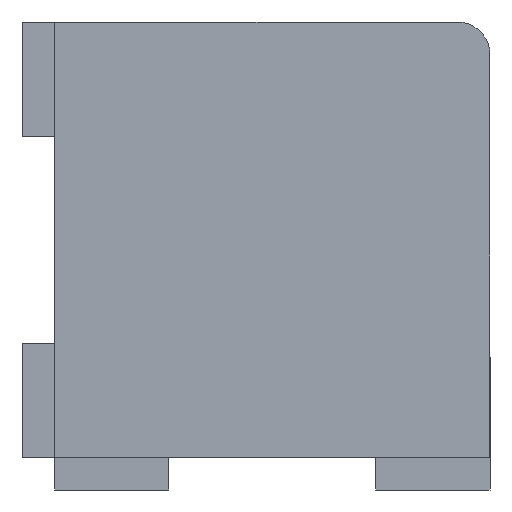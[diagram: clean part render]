
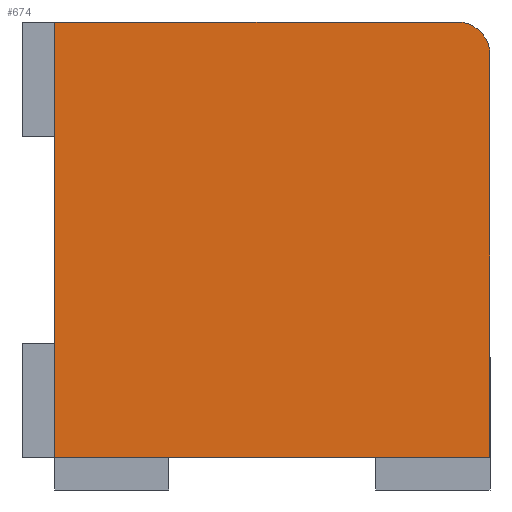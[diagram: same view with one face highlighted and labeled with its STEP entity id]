
A CAD part, left-side view. The second image highlights one B-rep face of the part: STEP entity #674.
In plain terms, the highlighted planar face has unit normal (-1, 0, 0).
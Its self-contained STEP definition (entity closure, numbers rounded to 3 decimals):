
#390=CARTESIAN_POINT('',(-20.,-40.,-20.0));
#391=VERTEX_POINT('',#390);
#398=CARTESIAN_POINT('',(-20.,0.,-20.0));
#399=VERTEX_POINT('',#398);
#400=CARTESIAN_POINT('',(-20.,0.,-20.0));
#401=DIRECTION('',(0.0,-1.0,0.0));
#402=VECTOR('',#401,40.0);
#403=LINE('',#400,#402);
#404=EDGE_CURVE('',#399,#391,#403,.T.);
#572=CARTESIAN_POINT('',(-20.,0.,20.0));
#573=VERTEX_POINT('',#572);
#574=CARTESIAN_POINT('',(-20.,0.,20.0));
#575=DIRECTION('',(0.0,0.0,-1.0));
#576=VECTOR('',#575,40.0);
#577=LINE('',#574,#576);
#578=EDGE_CURVE('',#573,#399,#577,.T.);
#642=CARTESIAN_POINT('',(-20.,-42.,22.0));
#643=DIRECTION('',(1.0,0.0,0.0));
#644=DIRECTION('',(0.0,0.0,-1.0));
#645=AXIS2_PLACEMENT_3D('',#642,#643,#644);
#646=PLANE('',#645);
#647=CARTESIAN_POINT('',(-20.,-40.,17.0));
#648=VERTEX_POINT('',#647);
#649=CARTESIAN_POINT('',(-20.,-40.,17.0));
#650=DIRECTION('',(0.0,0.0,-1.0));
#651=VECTOR('',#650,37.0);
#652=LINE('',#649,#651);
#653=EDGE_CURVE('',#648,#391,#652,.T.);
#654=ORIENTED_EDGE('',*,*,#653,.F.);
#655=CARTESIAN_POINT('',(-20.,-37.,20.0));
#656=VERTEX_POINT('',#655);
#657=CARTESIAN_POINT('',(-20.,-37.,17.0));
#658=DIRECTION('',(-1.0,0.0,0.0));
#659=DIRECTION('',(0.0,0.0,-1.0));
#660=AXIS2_PLACEMENT_3D('',#657,#658,#659);
#661=CIRCLE('',#660,3.);
#662=EDGE_CURVE('',#648,#656,#661,.T.);
#663=ORIENTED_EDGE('',*,*,#662,.T.);
#664=CARTESIAN_POINT('',(-20.,0.,20.0));
#665=DIRECTION('',(0.0,-1.0,0.0));
#666=VECTOR('',#665,37.0);
#667=LINE('',#664,#666);
#668=EDGE_CURVE('',#573,#656,#667,.T.);
#669=ORIENTED_EDGE('',*,*,#668,.F.);
#670=ORIENTED_EDGE('',*,*,#578,.T.);
#671=ORIENTED_EDGE('',*,*,#404,.T.);
#672=EDGE_LOOP('',(#654,#663,#669,#670,#671));
#673=FACE_OUTER_BOUND('',#672,.T.);
#674=ADVANCED_FACE('',(#673),#646,.F.);
